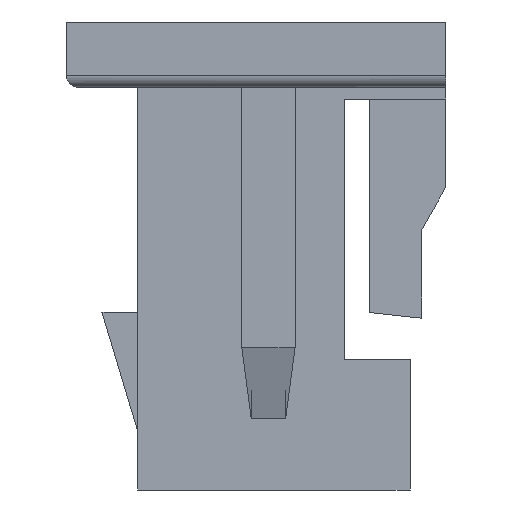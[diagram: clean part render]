
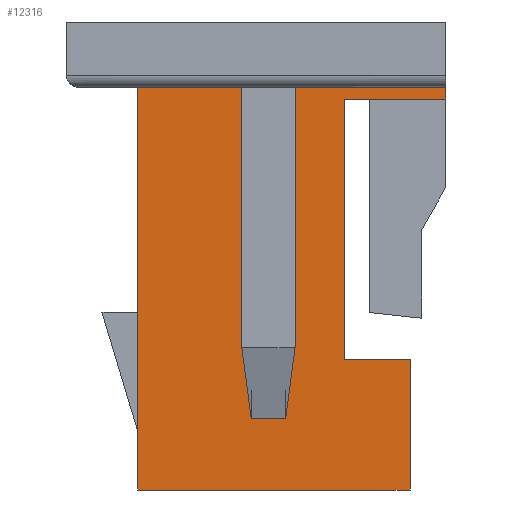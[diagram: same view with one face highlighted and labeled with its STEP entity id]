
A CAD part, left-side view. The second image highlights one B-rep face of the part: STEP entity #12316.
In plain terms, the highlighted planar face has unit normal (-1, 0, 0).
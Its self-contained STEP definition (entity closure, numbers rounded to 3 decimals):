
#2063=ORIENTED_EDGE('',*,*,#3874,.F.);
#2064=ORIENTED_EDGE('',*,*,#5089,.T.);
#2065=ORIENTED_EDGE('',*,*,#5090,.T.);
#2066=ORIENTED_EDGE('',*,*,#5091,.F.);
#2067=ORIENTED_EDGE('',*,*,#3721,.F.);
#2068=ORIENTED_EDGE('',*,*,#3677,.F.);
#2069=ORIENTED_EDGE('',*,*,#5092,.T.);
#2070=ORIENTED_EDGE('',*,*,#5093,.F.);
#2071=ORIENTED_EDGE('',*,*,#5094,.F.);
#2072=ORIENTED_EDGE('',*,*,#3673,.F.);
#2073=ORIENTED_EDGE('',*,*,#4028,.T.);
#2074=ORIENTED_EDGE('',*,*,#3914,.F.);
#3673=EDGE_CURVE('',#5481,#5482,#6667,.T.);
#3677=EDGE_CURVE('',#5485,#5486,#6671,.T.);
#3721=EDGE_CURVE('',#5486,#5520,#6711,.T.);
#3874=EDGE_CURVE('',#5669,#5670,#6864,.T.);
#3914=EDGE_CURVE('',#5670,#5701,#6904,.T.);
#4028=EDGE_CURVE('',#5481,#5701,#7018,.T.);
#5089=EDGE_CURVE('',#5669,#6541,#8079,.T.);
#5090=EDGE_CURVE('',#6541,#6542,#8080,.T.);
#5091=EDGE_CURVE('',#5520,#6542,#8081,.T.);
#5092=EDGE_CURVE('',#5485,#6543,#8082,.T.);
#5093=EDGE_CURVE('',#6544,#6543,#8083,.T.);
#5094=EDGE_CURVE('',#5482,#6544,#8084,.T.);
#5481=VERTEX_POINT('',#16249);
#5482=VERTEX_POINT('',#16251);
#5485=VERTEX_POINT('',#16257);
#5486=VERTEX_POINT('',#16259);
#5520=VERTEX_POINT('',#16346);
#5669=VERTEX_POINT('',#16650);
#5670=VERTEX_POINT('',#16652);
#5701=VERTEX_POINT('',#16732);
#6541=VERTEX_POINT('',#19003);
#6542=VERTEX_POINT('',#19005);
#6543=VERTEX_POINT('',#19008);
#6544=VERTEX_POINT('',#19010);
#6667=LINE('',#16250,#8469);
#6671=LINE('',#16258,#8473);
#6711=LINE('',#16345,#8513);
#6864=LINE('',#16651,#8666);
#6904=LINE('',#16731,#8706);
#7018=LINE('',#16942,#8820);
#8079=LINE('',#19002,#9881);
#8080=LINE('',#19004,#9882);
#8081=LINE('',#19006,#9883);
#8082=LINE('',#19007,#9884);
#8083=LINE('',#19009,#9885);
#8084=LINE('',#19011,#9886);
#8469=VECTOR('',#13255,1000.);
#8473=VECTOR('',#13259,1000.);
#8513=VECTOR('',#13325,1000.);
#8666=VECTOR('',#13484,1000.);
#8706=VECTOR('',#13542,1000.);
#8820=VECTOR('',#13658,1000.);
#9881=VECTOR('',#15229,1000.);
#9882=VECTOR('',#15230,1000.);
#9883=VECTOR('',#15231,1000.);
#9884=VECTOR('',#15232,1000.);
#9885=VECTOR('',#15233,1000.);
#9886=VECTOR('',#15234,1000.);
#10555=EDGE_LOOP('',(#2063,#2064,#2065,#2066,#2067,#2068,#2069,#2070,#2071,
#2072,#2073,#2074));
#11155=FACE_BOUND('',#10555,.T.);
#11736=PLANE('',#12920);
#12316=ADVANCED_FACE('',(#11155),#11736,.F.);
#12920=AXIS2_PLACEMENT_3D('',#19001,#15227,#15228);
#13255=DIRECTION('',(0.,-1.,0.));
#13259=DIRECTION('',(0.,-1.,0.));
#13325=DIRECTION('',(0.,0.,-1.));
#13484=DIRECTION('',(0.,0.,-1.));
#13542=DIRECTION('',(0.,1.,0.));
#13658=DIRECTION('',(0.,0.,-1.));
#15227=DIRECTION('',(1.,0.,0.));
#15228=DIRECTION('',(0.,0.,-1.));
#15229=DIRECTION('',(0.,1.,0.));
#15230=DIRECTION('',(0.,0.,1.));
#15231=DIRECTION('',(0.,1.,0.));
#15232=DIRECTION('',(0.,0.,-1.));
#15233=DIRECTION('',(0.,-1.,0.));
#15234=DIRECTION('',(0.,0.,-1.));
#16249=CARTESIAN_POINT('',(-9.6,1.,1.425));
#16250=CARTESIAN_POINT('',(-9.6,1.6,1.425));
#16251=CARTESIAN_POINT('',(-9.6,0.04,1.425));
#16257=CARTESIAN_POINT('',(-9.6,-0.25,1.425));
#16258=CARTESIAN_POINT('',(-9.6,-0.33,1.425));
#16259=CARTESIAN_POINT('',(-9.6,-1.6,1.425));
#16345=CARTESIAN_POINT('',(-9.6,-1.6,1.425));
#16346=CARTESIAN_POINT('',(-9.6,-1.6,1.325));
#16650=CARTESIAN_POINT('',(-9.6,-1.3,-0.875));
#16651=CARTESIAN_POINT('',(-9.6,-1.3,0.));
#16652=CARTESIAN_POINT('',(-9.6,-1.3,-1.975));
#16731=CARTESIAN_POINT('',(-9.6,-1.6,-1.975));
#16732=CARTESIAN_POINT('',(-9.6,1.,-1.975));
#16942=CARTESIAN_POINT('',(-9.6,1.,1.425));
#19001=CARTESIAN_POINT('',(-9.6,0.,0.));
#19002=CARTESIAN_POINT('',(-9.6,-1.85,-0.875));
#19003=CARTESIAN_POINT('',(-9.6,-0.75,-0.875));
#19004=CARTESIAN_POINT('',(-9.6,-0.75,-0.875));
#19005=CARTESIAN_POINT('',(-9.6,-0.75,1.325));
#19006=CARTESIAN_POINT('',(-9.6,-1.85,1.325));
#19007=CARTESIAN_POINT('',(-9.6,-0.25,1.425));
#19008=CARTESIAN_POINT('',(-9.6,-0.25,-1.375));
#19009=CARTESIAN_POINT('',(-9.6,0.12,-1.375));
#19010=CARTESIAN_POINT('',(-9.6,0.04,-1.375));
#19011=CARTESIAN_POINT('',(-9.6,0.04,1.425));
